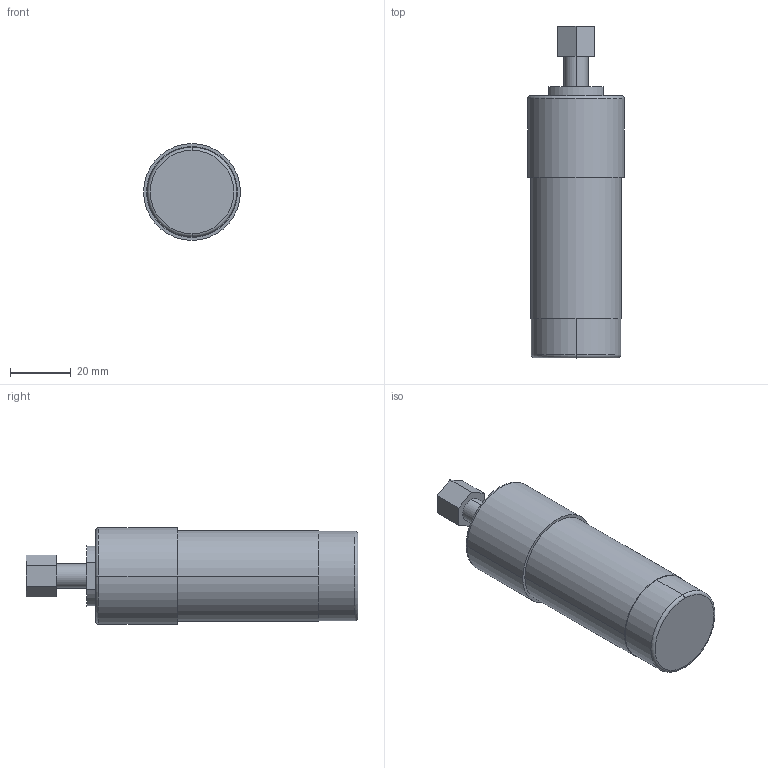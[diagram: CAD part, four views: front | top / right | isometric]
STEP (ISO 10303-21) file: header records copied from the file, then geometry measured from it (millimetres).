
FILE_DESCRIPTION((''),'2;1');
FILE_NAME('IG32_04TYPE_19_EN','2021-08-05T',('YunHong.Wang'),(''),'CREO PARAMETRIC BY PTC INC, 2017480','CREO PARAMETRIC BY PTC INC, 2017480','');
FILE_SCHEMA(('AUTOMOTIVE_DESIGN { 1 0 10303 214 1 1 1 1 }'));
Length unit declared in the file: millimetre
Products named in the file (1): IG32_04TYPE_19_EN
Bounding box: 32 x 109.6 x 32 mm (x, y, z)
Volume: 65962.3 mm3; surface area: 11164.1 mm2
Topology: 1 solids, 2 shells, 48 faces, 104 edges, 67 vertices
Faces by surface type: cylinder 22, plane 20, torus 4, cone 2
Entity records: 1400 total; most frequent: DIRECTION 254, CARTESIAN_POINT 220, ORIENTED_EDGE 200, AXIS2_PLACEMENT_3D 103, EDGE_CURVE 102, VERTEX_POINT 67, EDGE_LOOP 59, CIRCLE 54
